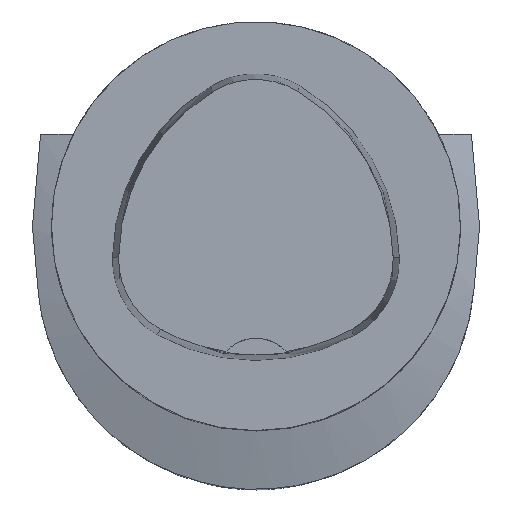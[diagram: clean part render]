
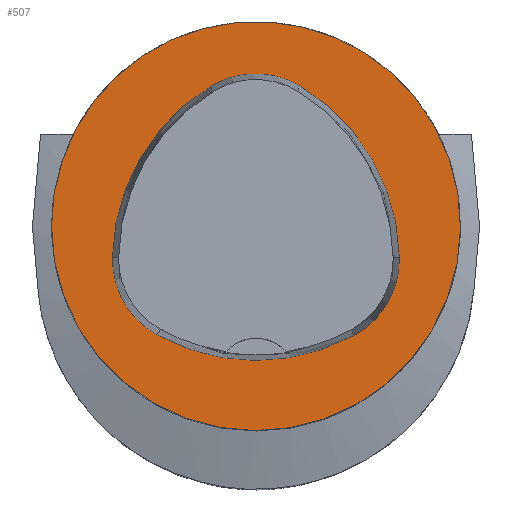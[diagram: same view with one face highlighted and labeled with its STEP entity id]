
A CAD part, top view. The second image highlights one B-rep face of the part: STEP entity #507.
In plain terms, the highlighted planar face has unit normal (0, 0, 1).
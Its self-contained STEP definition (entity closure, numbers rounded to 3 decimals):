
#143=PLANE('',#1673);
#507=ADVANCED_FACE('',(#595,#596),#143,.T.);
#563=CIRCLE('',#1638,20.);
#565=CIRCLE('',#1651,20.);
#567=CIRCLE('',#1654,8.5);
#569=CIRCLE('',#1657,20.);
#571=CIRCLE('',#1660,8.5);
#575=CIRCLE('',#1665,20.);
#577=CIRCLE('',#1668,8.5);
#595=FACE_BOUND('',#655,.T.);
#596=FACE_BOUND('',#656,.T.);
#655=EDGE_LOOP('',(#1046,#1047,#1048,#1049,#1050,#1051));
#656=EDGE_LOOP('',(#1052));
#1046=ORIENTED_EDGE('',*,*,#1498,.T.);
#1047=ORIENTED_EDGE('',*,*,#1478,.T.);
#1048=ORIENTED_EDGE('',*,*,#1482,.T.);
#1049=ORIENTED_EDGE('',*,*,#1485,.T.);
#1050=ORIENTED_EDGE('',*,*,#1488,.T.);
#1051=ORIENTED_EDGE('',*,*,#1496,.T.);
#1052=ORIENTED_EDGE('',*,*,#1454,.F.);
#1275=VERTEX_POINT('',#3023);
#1296=VERTEX_POINT('',#3099);
#1297=VERTEX_POINT('',#3100);
#1300=VERTEX_POINT('',#3108);
#1302=VERTEX_POINT('',#3114);
#1304=VERTEX_POINT('',#3120);
#1311=VERTEX_POINT('',#3141);
#1454=EDGE_CURVE('',#1275,#1275,#563,.T.);
#1478=EDGE_CURVE('',#1296,#1297,#565,.T.);
#1482=EDGE_CURVE('',#1297,#1300,#567,.T.);
#1485=EDGE_CURVE('',#1300,#1302,#569,.T.);
#1488=EDGE_CURVE('',#1302,#1304,#571,.T.);
#1496=EDGE_CURVE('',#1304,#1311,#575,.T.);
#1498=EDGE_CURVE('',#1311,#1296,#577,.T.);
#1638=AXIS2_PLACEMENT_3D('',#3022,#1884,#1885);
#1651=AXIS2_PLACEMENT_3D('',#3098,#1918,#1919);
#1654=AXIS2_PLACEMENT_3D('',#3107,#1926,#1927);
#1657=AXIS2_PLACEMENT_3D('',#3113,#1933,#1934);
#1660=AXIS2_PLACEMENT_3D('',#3119,#1940,#1941);
#1665=AXIS2_PLACEMENT_3D('',#3142,#1952,#1953);
#1668=AXIS2_PLACEMENT_3D('',#3145,#1958,#1959);
#1673=AXIS2_PLACEMENT_3D('',#3150,#1968,#1969);
#1884=DIRECTION('',(0.,0.,-1.));
#1885=DIRECTION('',(-1.,0.,0.));
#1918=DIRECTION('',(0.,0.,-1.));
#1919=DIRECTION('',(-1.,0.,0.));
#1926=DIRECTION('',(0.,0.,-1.));
#1927=DIRECTION('',(-1.,0.,0.));
#1933=DIRECTION('',(0.,0.,-1.));
#1934=DIRECTION('',(-1.,0.,0.));
#1940=DIRECTION('',(0.,0.,-1.));
#1941=DIRECTION('',(-1.,0.,0.));
#1952=DIRECTION('',(0.,0.,-1.));
#1953=DIRECTION('',(-1.,0.,0.));
#1958=DIRECTION('',(0.,0.,-1.));
#1959=DIRECTION('',(-1.,0.,0.));
#1968=DIRECTION('',(0.,0.,1.));
#1969=DIRECTION('',(1.,0.,0.));
#3022=CARTESIAN_POINT('',(0.,0.,0.));
#3023=CARTESIAN_POINT('',(-20.,0.,0.));
#3098=CARTESIAN_POINT('',(5.955,-3.414,0.));
#3099=CARTESIAN_POINT('',(-14.041,-3.042,0.));
#3100=CARTESIAN_POINT('',(-4.472,13.653,0.));
#3107=CARTESIAN_POINT('',(-0.04,6.4,0.));
#3108=CARTESIAN_POINT('',(4.347,13.68,0.));
#3113=CARTESIAN_POINT('',(-5.976,-3.45,0.));
#3114=CARTESIAN_POINT('',(14.021,-3.075,0.));
#3119=CARTESIAN_POINT('',(5.522,-3.235,0.));
#3120=CARTESIAN_POINT('',(9.588,-10.699,0.));
#3141=CARTESIAN_POINT('',(-9.655,-10.639,0.));
#3142=CARTESIAN_POINT('',(0.022,6.864,0.));
#3145=CARTESIAN_POINT('',(-5.543,-3.2,0.));
#3150=CARTESIAN_POINT('',(0.,0.,0.));
